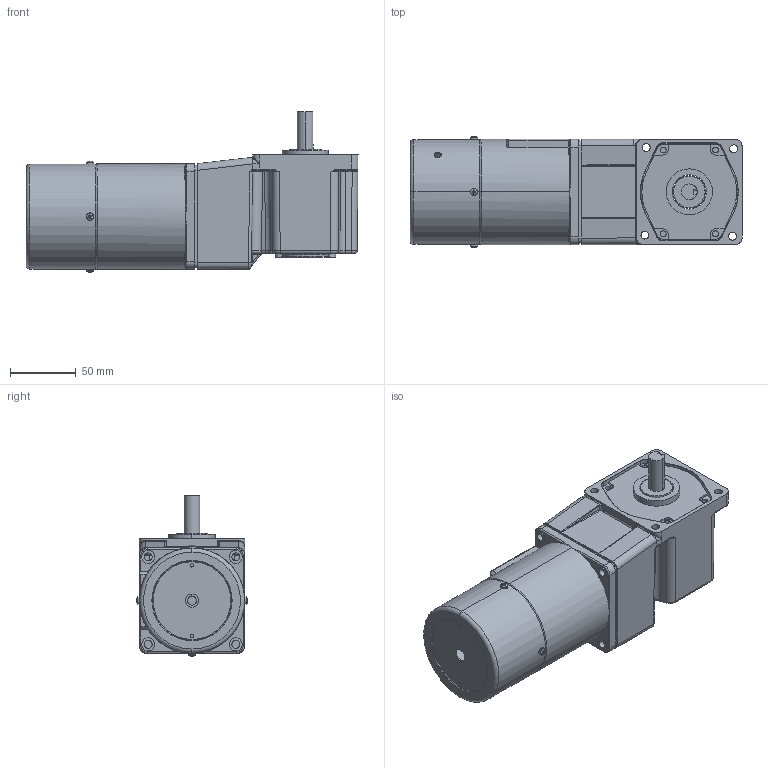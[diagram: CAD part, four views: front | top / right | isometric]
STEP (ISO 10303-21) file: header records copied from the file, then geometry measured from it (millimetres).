
FILE_DESCRIPTION (( 'STEP AP203' ), '1' );
FILE_NAME ('4RK25GN-CM+RT眊极.STEP', '2022-08-25T03:02:47', ( '' ), ( 'Microsoft' ), 'SwSTEP 2.0', 'SolidWorks 2020', '' );
FILE_SCHEMA (( 'CONFIG_CONTROL_DESIGN' ));
Length unit declared in the file: millimetre
Products named in the file (1): 4RK25GN-CM+RT眊极
Bounding box: 252 x 84.31 x 121.65 mm (x, y, z)
Surface area: 117713.6 mm2 (no closed solid volume)
Topology: 0 solids, 19 shells, 392 faces, 1178 edges, 774 vertices
Faces by surface type: cylinder 185, plane 104, bspline 63, torus 18, cone 14, sphere 8
Entity records: 17146 total; most frequent: CARTESIAN_POINT 6934, DIRECTION 2145, ORIENTED_EDGE 1981, EDGE_CURVE 1159, AXIS2_PLACEMENT_3D 853, VERTEX_POINT 774, CIRCLE 523, EDGE_LOOP 451
